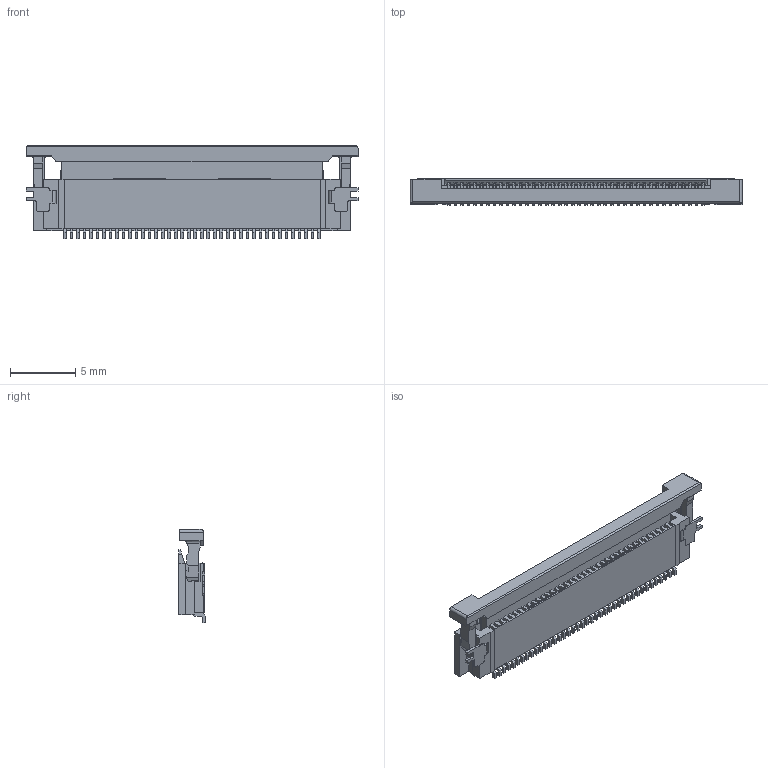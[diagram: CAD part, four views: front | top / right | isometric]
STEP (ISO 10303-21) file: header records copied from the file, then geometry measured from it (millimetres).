
FILE_DESCRIPTION(('STEP AP214'),'1');
FILE_NAME('54104-4031.stp','2017-04-13T17:38:58',('TraceParts'),('TraceParts S.A.'),'Spatial InterOp 3D',' ',' ');
FILE_SCHEMA(('automotive_design'));
Length unit declared in the file: millimetre
Products named in the file (3): 54104-4031_1; 54104-4031_2; 1
Bounding box: 25.5 x 2.05 x 7.15 mm (x, y, z)
Volume: 166.1 mm3; surface area: 1222.1 mm2
Topology: 2 solids, 2 shells, 1650 faces, 5516 edges, 3882 vertices
Faces by surface type: plane 1425, cylinder 225
Entity records: 59418 total; most frequent: CARTESIAN_POINT 10735, ORIENTED_EDGE 10682, DIRECTION 9262, EDGE_CURVE 5341, LINE 5064, VECTOR 5064, VERTEX_POINT 3532, AXIS2_PLACEMENT_3D 2099
